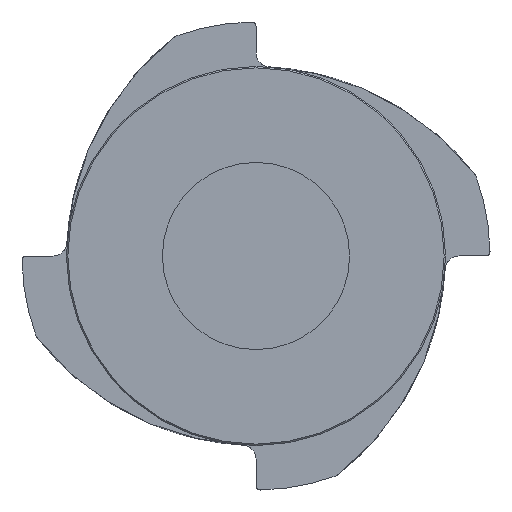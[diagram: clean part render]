
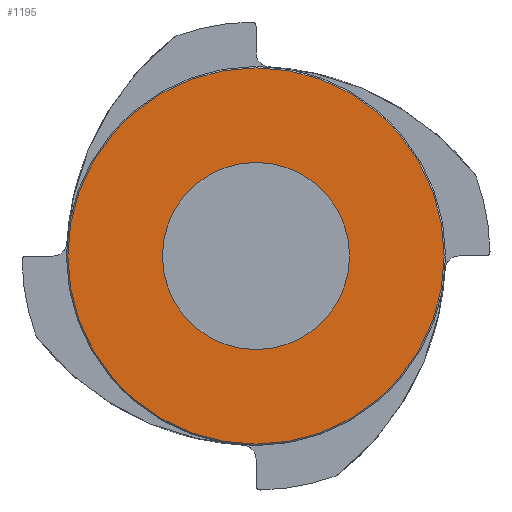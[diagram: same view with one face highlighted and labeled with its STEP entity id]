
A CAD part, front view. The second image highlights one B-rep face of the part: STEP entity #1195.
In plain terms, the highlighted planar face has unit normal (0, -1, 0).
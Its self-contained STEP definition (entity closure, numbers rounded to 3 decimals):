
#121=CARTESIAN_POINT('',(20.0,0.,0.));
#122=VERTEX_POINT('',#121);
#123=CARTESIAN_POINT('',(0.0,0.,0.));
#124=DIRECTION('',(0.0,1.0,0.0));
#125=DIRECTION('',(-1.0,0.0,0.0));
#126=AXIS2_PLACEMENT_3D('',#123,#124,#125);
#127=CIRCLE('',#126,20.0);
#128=EDGE_CURVE('',#122,#122,#127,.T.);
#1141=CARTESIAN_POINT('',(0.,0.,40.2));
#1142=VERTEX_POINT('',#1141);
#1143=CARTESIAN_POINT('',(0.0,0.,0.));
#1144=DIRECTION('',(0.0,1.0,0.0));
#1145=DIRECTION('',(0.0,0.0,-1.0));
#1146=AXIS2_PLACEMENT_3D('',#1143,#1144,#1145);
#1147=CIRCLE('',#1146,40.2);
#1148=EDGE_CURVE('',#1142,#1142,#1147,.T.);
#1184=CARTESIAN_POINT('',(0.0,0.0,20.25));
#1185=DIRECTION('',(0.0,-1.0,0.0));
#1186=DIRECTION('',(0.0,0.0,-1.0));
#1187=AXIS2_PLACEMENT_3D('',#1184,#1185,#1186);
#1188=PLANE('',#1187);
#1189=ORIENTED_EDGE('',*,*,#1148,.F.);
#1190=EDGE_LOOP('',(#1189));
#1191=FACE_OUTER_BOUND('',#1190,.T.);
#1192=ORIENTED_EDGE('',*,*,#128,.T.);
#1193=EDGE_LOOP('',(#1192));
#1194=FACE_BOUND('',#1193,.T.);
#1195=ADVANCED_FACE('',(#1191,#1194),#1188,.T.);
